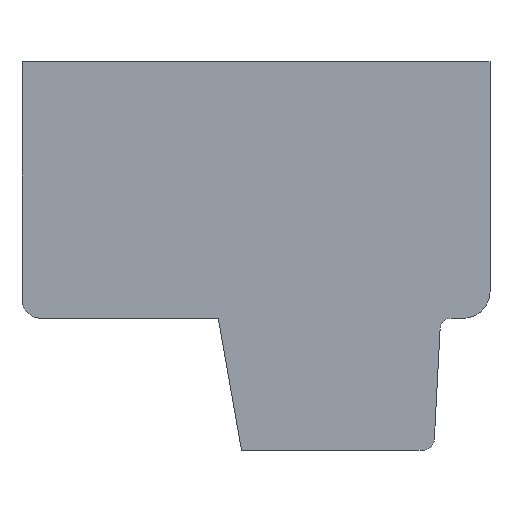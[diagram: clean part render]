
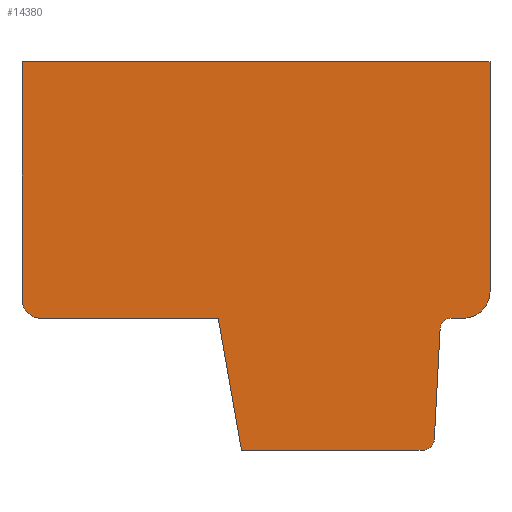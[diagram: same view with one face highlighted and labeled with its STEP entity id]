
A CAD part, front view. The second image highlights one B-rep face of the part: STEP entity #14380.
In plain terms, the highlighted planar face has unit normal (0, -1, 0).
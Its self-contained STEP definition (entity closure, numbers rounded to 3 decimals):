
#1=DIRECTION('',(0.,0.,1.));
#2=VECTOR('',#1,6.3);
#3=CARTESIAN_POINT('',(-6.2,0.,-1.15));
#4=LINE('',#3,#2);
#5=DIRECTION('',(1.,0.,0.));
#6=VECTOR('',#5,12.4);
#7=CARTESIAN_POINT('',(-6.2,0.,5.15));
#8=LINE('',#7,#6);
#9=DIRECTION('',(0.,0.,-1.));
#10=VECTOR('',#9,6.1);
#11=CARTESIAN_POINT('',(6.2,0.,5.15));
#12=LINE('',#11,#10);
#13=CARTESIAN_POINT('',(5.5,0.,-0.95));
#14=DIRECTION('',(0.,1.,0.));
#15=DIRECTION('',(1.,0.,0.));
#16=AXIS2_PLACEMENT_3D('',#13,#14,#15);
#18=DIRECTION('',(-1.,0.,0.));
#19=VECTOR('',#18,0.323);
#20=CARTESIAN_POINT('',(5.5,0.,-1.65));
#21=LINE('',#20,#19);
#22=CARTESIAN_POINT('',(5.177,0.,-1.95));
#23=DIRECTION('',(0.,-1.,0.));
#24=DIRECTION('',(0.,0.,1.));
#25=AXIS2_PLACEMENT_3D('',#22,#23,#24);
#27=DIRECTION('',(-0.052,0.,-0.999));
#28=VECTOR('',#27,2.904);
#29=CARTESIAN_POINT('',(4.877,0.,-1.95));
#30=LINE('',#29,#28);
#31=CARTESIAN_POINT('',(4.425,0.,-4.85));
#32=DIRECTION('',(0.,1.,0.));
#33=DIRECTION('',(1.,0.,0.));
#34=AXIS2_PLACEMENT_3D('',#31,#32,#33);
#36=DIRECTION('',(-1.,0.,0.));
#37=VECTOR('',#36,4.808);
#38=CARTESIAN_POINT('',(4.425,0.,-5.15));
#39=LINE('',#38,#37);
#40=DIRECTION('',(-0.174,0.,0.985));
#41=VECTOR('',#40,3.554);
#42=CARTESIAN_POINT('',(-0.383,0.,-5.15));
#43=LINE('',#42,#41);
#44=DIRECTION('',(-1.,0.,0.));
#45=VECTOR('',#44,4.7);
#46=CARTESIAN_POINT('',(-1.,0.,-1.65));
#47=LINE('',#46,#45);
#48=CARTESIAN_POINT('',(-5.7,0.,-1.15));
#49=DIRECTION('',(0.,1.,0.));
#50=DIRECTION('',(0.,0.,-1.));
#51=AXIS2_PLACEMENT_3D('',#48,#49,#50);
#10917=CARTESIAN_POINT('',(-6.2,0.,-1.15));
#10918=CARTESIAN_POINT('',(-6.2,0.,5.15));
#10919=VERTEX_POINT('',#10917);
#10920=VERTEX_POINT('',#10918);
#10921=CARTESIAN_POINT('',(6.2,0.,5.15));
#10922=VERTEX_POINT('',#10921);
#10923=CARTESIAN_POINT('',(6.2,0.,-0.95));
#10924=VERTEX_POINT('',#10923);
#10925=CARTESIAN_POINT('',(5.5,0.,-1.65));
#10926=VERTEX_POINT('',#10925);
#10927=CARTESIAN_POINT('',(5.177,0.,-1.65));
#10928=VERTEX_POINT('',#10927);
#10929=CARTESIAN_POINT('',(4.877,0.,-1.95));
#10930=VERTEX_POINT('',#10929);
#10931=CARTESIAN_POINT('',(4.725,0.,-4.85));
#10932=VERTEX_POINT('',#10931);
#10933=CARTESIAN_POINT('',(4.425,0.,-5.15));
#10934=VERTEX_POINT('',#10933);
#10935=CARTESIAN_POINT('',(-0.383,0.,-5.15));
#10936=VERTEX_POINT('',#10935);
#10937=CARTESIAN_POINT('',(-1.,0.,-1.65));
#10938=VERTEX_POINT('',#10937);
#10939=CARTESIAN_POINT('',(-5.7,0.,-1.65));
#10940=VERTEX_POINT('',#10939);
#14349=CARTESIAN_POINT('',(0.,0.,0.));
#14350=DIRECTION('',(0.,1.,0.));
#14351=DIRECTION('',(1.,0.,0.));
#14352=AXIS2_PLACEMENT_3D('',#14349,#14350,#14351);
#14353=PLANE('',#14352);
#14355=ORIENTED_EDGE('',*,*,#14354,.T.);
#14357=ORIENTED_EDGE('',*,*,#14356,.T.);
#14359=ORIENTED_EDGE('',*,*,#14358,.T.);
#14361=ORIENTED_EDGE('',*,*,#14360,.T.);
#14363=ORIENTED_EDGE('',*,*,#14362,.T.);
#14365=ORIENTED_EDGE('',*,*,#14364,.T.);
#14367=ORIENTED_EDGE('',*,*,#14366,.T.);
#14369=ORIENTED_EDGE('',*,*,#14368,.T.);
#14371=ORIENTED_EDGE('',*,*,#14370,.T.);
#14373=ORIENTED_EDGE('',*,*,#14372,.T.);
#14375=ORIENTED_EDGE('',*,*,#14374,.T.);
#14377=ORIENTED_EDGE('',*,*,#14376,.T.);
#14378=EDGE_LOOP('',(#14355,#14357,#14359,#14361,#14363,#14365,#14367,#14369,
#14371,#14373,#14375,#14377));
#14379=FACE_OUTER_BOUND('',#14378,.F.);
#14380=ADVANCED_FACE('',(#14379),#14353,.F.);
#17=CIRCLE('',#16,0.7);
#26=CIRCLE('',#25,0.3);
#35=CIRCLE('',#34,0.3);
#52=CIRCLE('',#51,0.5);
#14354=EDGE_CURVE('',#10919,#10920,#4,.T.);
#14356=EDGE_CURVE('',#10920,#10922,#8,.T.);
#14358=EDGE_CURVE('',#10922,#10924,#12,.T.);
#14360=EDGE_CURVE('',#10924,#10926,#17,.T.);
#14362=EDGE_CURVE('',#10926,#10928,#21,.T.);
#14364=EDGE_CURVE('',#10928,#10930,#26,.T.);
#14366=EDGE_CURVE('',#10930,#10932,#30,.T.);
#14368=EDGE_CURVE('',#10932,#10934,#35,.T.);
#14370=EDGE_CURVE('',#10934,#10936,#39,.T.);
#14372=EDGE_CURVE('',#10936,#10938,#43,.T.);
#14374=EDGE_CURVE('',#10938,#10940,#47,.T.);
#14376=EDGE_CURVE('',#10940,#10919,#52,.T.);
